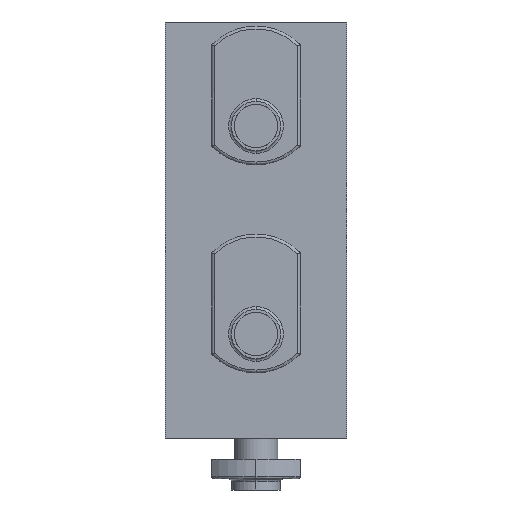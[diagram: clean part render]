
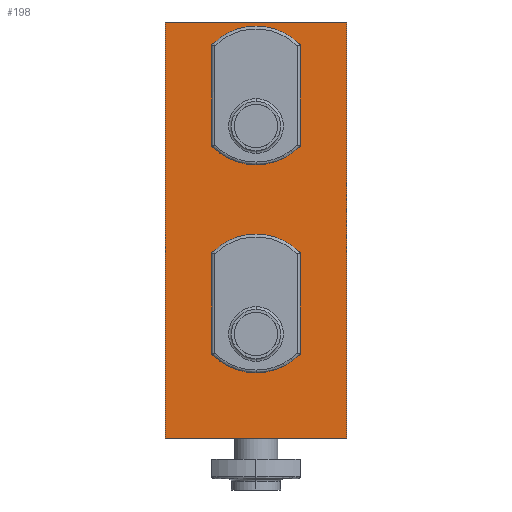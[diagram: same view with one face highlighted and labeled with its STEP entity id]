
A CAD part, front view. The second image highlights one B-rep face of the part: STEP entity #198.
In plain terms, the highlighted planar face has unit normal (0, -1, 0).
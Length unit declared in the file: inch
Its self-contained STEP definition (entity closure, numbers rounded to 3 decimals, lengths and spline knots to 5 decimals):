
#20 = ORIENTED_EDGE ( 'NONE', *, *, #363, .F. ) ;
#25 = VERTEX_POINT ( 'NONE', #554 ) ;
#90 = EDGE_LOOP ( 'NONE', ( #20, #293 ) ) ;
#105 = ORIENTED_EDGE ( 'NONE', *, *, #702, .F. ) ;
#125 = VERTEX_POINT ( 'NONE', #1481 ) ;
#128 = EDGE_CURVE ( 'NONE', #492, #1498, #761, .T. ) ;
#136 = ORIENTED_EDGE ( 'NONE', *, *, #128, .F. ) ;
#141 = EDGE_CURVE ( 'NONE', #737, #125, #977, .T. ) ;
#186 = EDGE_LOOP ( 'NONE', ( #136, #105 ) ) ;
#198 = ADVANCED_FACE ( 'NONE', ( #700, #701, #703 ), #704, .T. ) ;
#226 = ORIENTED_EDGE ( 'NONE', *, *, #2205, .T. ) ;
#267 = EDGE_LOOP ( 'NONE', ( #2220, #356, #226, #2177 ) ) ;
#277 = VERTEX_POINT ( 'NONE', #1311 ) ;
#285 = VERTEX_POINT ( 'NONE', #1338 ) ;
#293 = ORIENTED_EDGE ( 'NONE', *, *, #141, .F. ) ;
#303 = EDGE_CURVE ( 'NONE', #285, #25, #1383, .T. ) ;
#356 = ORIENTED_EDGE ( 'NONE', *, *, #303, .F. ) ;
#363 = EDGE_CURVE ( 'NONE', #125, #737, #986, .T. ) ;
#492 = VERTEX_POINT ( 'NONE', #583 ) ;
#554 = CARTESIAN_POINT ( 'NONE',  ( 0.655, 0., 3. ) ) ;
#575 = CARTESIAN_POINT ( 'NONE',  ( -0.655, 0., 0. ) ) ;
#583 = CARTESIAN_POINT ( 'NONE',  ( 0., 0., 2.086 ) ) ;
#612 = LINE ( 'NONE', #614, #615 ) ;
#614 = CARTESIAN_POINT ( 'NONE',  ( 0.655, 0., 3. ) ) ;
#615 = VECTOR ( 'NONE', #616, 39.37008 ) ;
#616 = DIRECTION ( 'NONE',  ( 0., 0., -1. ) ) ;
#659 = LINE ( 'NONE', #660, #661 ) ;
#660 = CARTESIAN_POINT ( 'NONE',  ( -0.655, 0., 0. ) ) ;
#661 = VECTOR ( 'NONE', #662, 39.37008 ) ;
#662 = DIRECTION ( 'NONE',  ( 1., 0., 0. ) ) ;
#681 = LINE ( 'NONE', #682, #683 ) ;
#682 = CARTESIAN_POINT ( 'NONE',  ( -0.655, 0., 3. ) ) ;
#683 = VECTOR ( 'NONE', #684, 39.37008 ) ;
#684 = DIRECTION ( 'NONE',  ( 0., 0., -1. ) ) ;
#695 = CIRCLE ( 'NONE', #696, 0.164 ) ;
#696 = AXIS2_PLACEMENT_3D ( 'NONE', #697, #698, #699 ) ;
#697 = CARTESIAN_POINT ( 'NONE',  ( 0., 0., 2.25 ) ) ;
#698 = DIRECTION ( 'NONE',  ( 0., -1., 0. ) ) ;
#699 = DIRECTION ( 'NONE',  ( 0., 0., -1. ) ) ;
#700 = FACE_BOUND ( 'NONE', #186, .T. ) ;
#701 = FACE_BOUND ( 'NONE', #90, .T. ) ;
#702 = EDGE_CURVE ( 'NONE', #1498, #492, #695, .T. ) ;
#703 = FACE_OUTER_BOUND ( 'NONE', #267, .T. ) ;
#704 = PLANE ( 'NONE',  #705 ) ;
#705 = AXIS2_PLACEMENT_3D ( 'NONE', #706, #707, #708 ) ;
#706 = CARTESIAN_POINT ( 'NONE',  ( -0.655, 0., 3. ) ) ;
#707 = DIRECTION ( 'NONE',  ( 0., -1., 0. ) ) ;
#708 = DIRECTION ( 'NONE',  ( 0., 0., -1. ) ) ;
#717 = CARTESIAN_POINT ( 'NONE',  ( 0., 0., 0.914 ) ) ;
#737 = VERTEX_POINT ( 'NONE', #717 ) ;
#761 = CIRCLE ( 'NONE', #762, 0.164 ) ;
#762 = AXIS2_PLACEMENT_3D ( 'NONE', #763, #764, #765 ) ;
#763 = CARTESIAN_POINT ( 'NONE',  ( 0., 0., 2.25 ) ) ;
#764 = DIRECTION ( 'NONE',  ( 0., -1., 0. ) ) ;
#765 = DIRECTION ( 'NONE',  ( 0., 0., -1. ) ) ;
#977 = CIRCLE ( 'NONE', #978, 0.164 ) ;
#978 = AXIS2_PLACEMENT_3D ( 'NONE', #979, #980, #981 ) ;
#979 = CARTESIAN_POINT ( 'NONE',  ( 0., 0., 0.75 ) ) ;
#980 = DIRECTION ( 'NONE',  ( 0., -1., 0. ) ) ;
#981 = DIRECTION ( 'NONE',  ( 0., 0., -1. ) ) ;
#986 = CIRCLE ( 'NONE', #987, 0.164 ) ;
#987 = AXIS2_PLACEMENT_3D ( 'NONE', #988, #989, #990 ) ;
#988 = CARTESIAN_POINT ( 'NONE',  ( 0., 0., 0.75 ) ) ;
#989 = DIRECTION ( 'NONE',  ( 0., -1., 0. ) ) ;
#990 = DIRECTION ( 'NONE',  ( 0., 0., -1. ) ) ;
#1311 = CARTESIAN_POINT ( 'NONE',  ( 0.655, 0., 0. ) ) ;
#1328 = CARTESIAN_POINT ( 'NONE',  ( 0., 0., 2.414 ) ) ;
#1338 = CARTESIAN_POINT ( 'NONE',  ( -0.655, 0., 3. ) ) ;
#1383 = LINE ( 'NONE', #1384, #1385 ) ;
#1384 = CARTESIAN_POINT ( 'NONE',  ( -0.655, 0., 3. ) ) ;
#1385 = VECTOR ( 'NONE', #1386, 39.37008 ) ;
#1386 = DIRECTION ( 'NONE',  ( 1., 0., 0. ) ) ;
#1481 = CARTESIAN_POINT ( 'NONE',  ( 0., 0., 0.586 ) ) ;
#1498 = VERTEX_POINT ( 'NONE', #1328 ) ;
#2177 = ORIENTED_EDGE ( 'NONE', *, *, #2201, .T. ) ;
#2191 = VERTEX_POINT ( 'NONE', #575 ) ;
#2198 = EDGE_CURVE ( 'NONE', #25, #277, #612, .T. ) ;
#2201 = EDGE_CURVE ( 'NONE', #2191, #277, #659, .T. ) ;
#2205 = EDGE_CURVE ( 'NONE', #285, #2191, #681, .T. ) ;
#2220 = ORIENTED_EDGE ( 'NONE', *, *, #2198, .F. ) ;
